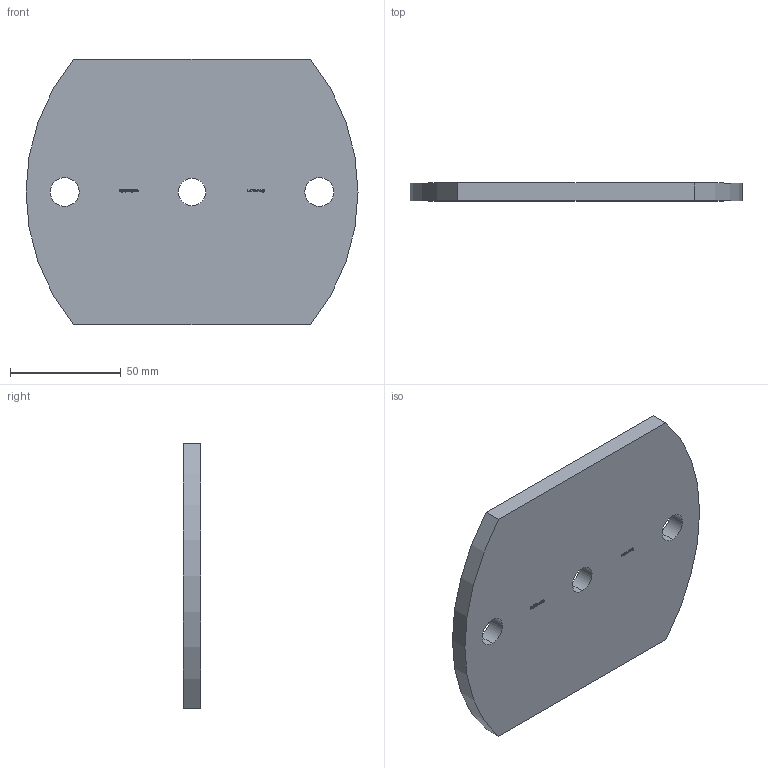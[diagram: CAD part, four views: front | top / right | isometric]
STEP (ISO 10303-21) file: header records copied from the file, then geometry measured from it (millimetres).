
FILE_DESCRIPTION (( 'STEP AP203' ), '1' );
FILE_NAME ('1424-W-8.step', '2019-04-03T11:37:36', ( '' ), ( '' ), 'SwSTEP 2.0', 'SolidWorks 2015', '' );
FILE_SCHEMA (( 'CONFIG_CONTROL_DESIGN' ));
Length unit declared in the file: millimetre
Products named in the file (1): 1424-W-8
Bounding box: 150 x 8 x 120 mm (x, y, z)
Volume: 127828.3 mm3; surface area: 36725.9 mm2
Topology: 1 solids, 1 shells, 219 faces, 582 edges, 388 vertices
Faces by surface type: plane 140, bspline 71, cylinder 8
Entity records: 10375 total; most frequent: CARTESIAN_POINT 5301, ORIENTED_EDGE 1164, DIRECTION 754, EDGE_CURVE 582, VECTOR 424, LINE 424, VERTEX_POINT 388, EDGE_LOOP 248
